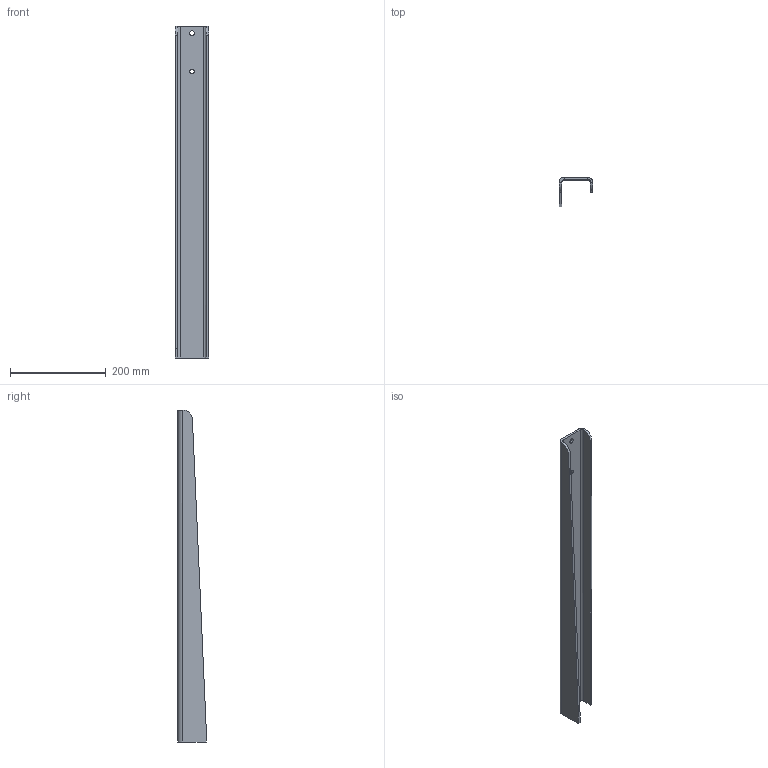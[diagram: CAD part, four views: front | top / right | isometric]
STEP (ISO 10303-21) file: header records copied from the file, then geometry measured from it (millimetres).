
FILE_DESCRIPTION (( 'STEP AP203' ), '1' );
FILE_NAME ('Ayak Sacý4_692.IGS_Default_sldprt.STEP', '2023-01-17T08:08:47', ( '' ), ( '' ), 'SwSTEP 2.0', 'SolidWorks 2019', '' );
FILE_SCHEMA (( 'CONFIG_CONTROL_DESIGN' ));
Length unit declared in the file: millimetre
Products named in the file (1): Ayak Sacý4_692.IGS_Default_sldprt
Bounding box: 70 x 60 x 692 mm (x, y, z)
Volume: 444713.8 mm3; surface area: 186331 mm2
Topology: 1 solids, 1 shells, 28 faces, 62 edges, 36 vertices
Faces by surface type: bspline 28
Entity records: 938 total; most frequent: CARTESIAN_POINT 472, ORIENTED_EDGE 124, EDGE_CURVE 62, B_SPLINE_CURVE_WITH_KNOTS 50, VERTEX_POINT 36, EDGE_LOOP 32, FACE_OUTER_BOUND 28, ADVANCED_FACE 28
